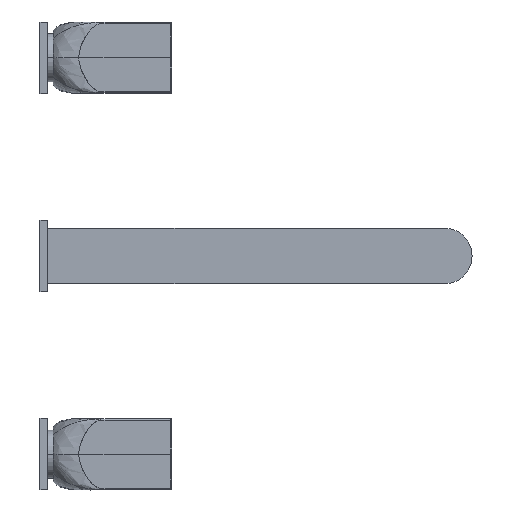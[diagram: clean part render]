
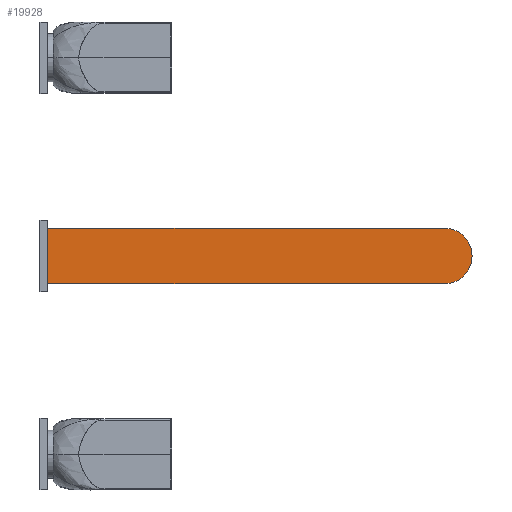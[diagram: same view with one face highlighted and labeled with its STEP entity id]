
A CAD part, top view. The second image highlights one B-rep face of the part: STEP entity #19928.
In plain terms, the highlighted planar face has unit normal (0, 0, 1).
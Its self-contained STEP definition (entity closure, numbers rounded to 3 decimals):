
#19889=CARTESIAN_POINT('Axis2P3D Location',(42.073,331.94,55.264)) ;
#19894=CARTESIAN_POINT('Line Origine',(167.073,314.44,55.264)) ;
#19898=CARTESIAN_POINT('Vertex',(42.073,314.44,55.264)) ;
#19900=CARTESIAN_POINT('Vertex',(292.073,314.44,55.264)) ;
#19903=CARTESIAN_POINT('Axis2P3D Location',(292.073,331.94,55.264)) ;
#19907=CARTESIAN_POINT('Vertex',(292.073,349.44,55.264)) ;
#19910=CARTESIAN_POINT('Line Origine',(167.073,349.44,55.264)) ;
#19914=CARTESIAN_POINT('Vertex',(42.073,349.44,55.264)) ;
#19917=CARTESIAN_POINT('Line Origine',(42.073,331.94,55.264)) ;
#19896=VECTOR('Line Direction',#19895,1.) ;
#19912=VECTOR('Line Direction',#19911,1.) ;
#19919=VECTOR('Line Direction',#19918,1.) ;
#19890=DIRECTION('Axis2P3D Direction',(0.,0.,1.)) ;
#19891=DIRECTION('Axis2P3D XDirection',(0.,-1.,0.)) ;
#19895=DIRECTION('Vector Direction',(-1.,0.,0.)) ;
#19904=DIRECTION('Axis2P3D Direction',(0.,0.,1.)) ;
#19911=DIRECTION('Vector Direction',(1.,0.,0.)) ;
#19918=DIRECTION('Vector Direction',(0.,-1.,0.)) ;
#19892=AXIS2_PLACEMENT_3D('Plane Axis2P3D',#19889,#19890,#19891) ;
#19905=AXIS2_PLACEMENT_3D('Circle Axis2P3D',#19903,#19904,$) ;
#19897=LINE('Line',#19894,#19896) ;
#19913=LINE('Line',#19910,#19912) ;
#19920=LINE('Line',#19917,#19919) ;
#19906=CIRCLE('generated circle',#19905,17.5) ;
#19893=PLANE('',#19892) ;
#19902=EDGE_CURVE('',#19899,#19901,#19897,.F.) ;
#19909=EDGE_CURVE('',#19901,#19908,#19906,.T.) ;
#19916=EDGE_CURVE('',#19908,#19915,#19913,.F.) ;
#19921=EDGE_CURVE('',#19915,#19899,#19920,.T.) ;
#19923=ORIENTED_EDGE('',*,*,#19902,.T.) ;
#19924=ORIENTED_EDGE('',*,*,#19909,.T.) ;
#19925=ORIENTED_EDGE('',*,*,#19916,.T.) ;
#19926=ORIENTED_EDGE('',*,*,#19921,.T.) ;
#19922=EDGE_LOOP('',(#19923,#19924,#19925,#19926)) ;
#19899=VERTEX_POINT('',#19898) ;
#19901=VERTEX_POINT('',#19900) ;
#19908=VERTEX_POINT('',#19907) ;
#19915=VERTEX_POINT('',#19914) ;
#19928=ADVANCED_FACE('Superficie.200',(#19927),#19893,.T.) ;
#19927=FACE_OUTER_BOUND('',#19922,.T.) ;
